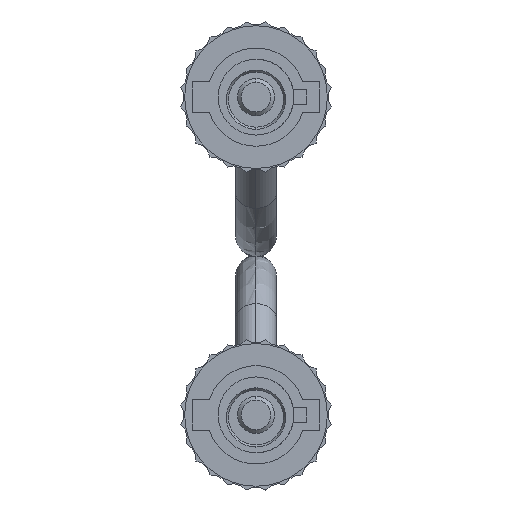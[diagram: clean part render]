
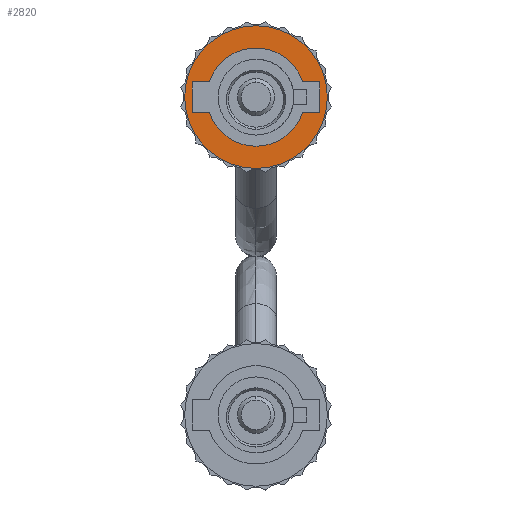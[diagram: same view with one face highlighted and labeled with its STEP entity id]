
A CAD part, front view. The second image highlights one B-rep face of the part: STEP entity #2820.
In plain terms, the highlighted face is planar.
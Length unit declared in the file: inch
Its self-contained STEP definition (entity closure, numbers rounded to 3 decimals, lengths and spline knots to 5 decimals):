
#1708 = VERTEX_POINT ( 'NONE', #7987 ) ;
#1726 = VERTEX_POINT ( 'NONE', #8042 ) ;
#1728 = EDGE_CURVE ( 'NONE', #1726, #1729, #8041, .T. ) ;
#1729 = VERTEX_POINT ( 'NONE', #8036 ) ;
#1786 = EDGE_CURVE ( 'NONE', #1787, #1708, #8273, .T. ) ;
#1787 = VERTEX_POINT ( 'NONE', #8269 ) ;
#2752 = EDGE_CURVE ( 'NONE', #2753, #2831, #11091, .T. ) ;
#2753 = VERTEX_POINT ( 'NONE', #11087 ) ;
#2762 = EDGE_CURVE ( 'NONE', #1708, #1787, #11110, .T. ) ;
#2805 = ORIENTED_EDGE ( 'NONE', *, *, #2806, .F. ) ;
#2806 = EDGE_CURVE ( 'NONE', #2807, #2753, #11326, .T. ) ;
#2807 = VERTEX_POINT ( 'NONE', #11322 ) ;
#2808 = ORIENTED_EDGE ( 'NONE', *, *, #2809, .F. ) ;
#2809 = EDGE_CURVE ( 'NONE', #2810, #2807, #11321, .T. ) ;
#2810 = VERTEX_POINT ( 'NONE', #11317 ) ;
#2811 = ORIENTED_EDGE ( 'NONE', *, *, #2812, .F. ) ;
#2812 = EDGE_CURVE ( 'NONE', #2813, #2810, #11316, .T. ) ;
#2813 = VERTEX_POINT ( 'NONE', #11311 ) ;
#2814 = ORIENTED_EDGE ( 'NONE', *, *, #2815, .F. ) ;
#2815 = EDGE_CURVE ( 'NONE', #2825, #2813, #11309, .T. ) ;
#2816 = EDGE_LOOP ( 'NONE', ( #2817, #2818 ) ) ;
#2817 = ORIENTED_EDGE ( 'NONE', *, *, #2762, .T. ) ;
#2818 = ORIENTED_EDGE ( 'NONE', *, *, #1786, .T. ) ;
#2820 = ADVANCED_FACE ( 'NONE', ( #11305, #11304 ), #11345, .T. ) ;
#2821 = EDGE_LOOP ( 'NONE', ( #2822, #2826, #2828, #2829, #2832, #2805, #2808, #2811, #2814 ) ) ;
#2822 = ORIENTED_EDGE ( 'NONE', *, *, #2823, .F. ) ;
#2823 = EDGE_CURVE ( 'NONE', #2824, #2825, #11340, .T. ) ;
#2824 = VERTEX_POINT ( 'NONE', #11336 ) ;
#2825 = VERTEX_POINT ( 'NONE', #11335 ) ;
#2826 = ORIENTED_EDGE ( 'NONE', *, *, #2827, .F. ) ;
#2827 = EDGE_CURVE ( 'NONE', #1729, #2824, #11334, .T. ) ;
#2828 = ORIENTED_EDGE ( 'NONE', *, *, #1728, .F. ) ;
#2829 = ORIENTED_EDGE ( 'NONE', *, *, #2830, .F. ) ;
#2830 = EDGE_CURVE ( 'NONE', #2831, #1726, #11384, .T. ) ;
#2831 = VERTEX_POINT ( 'NONE', #11379 ) ;
#2832 = ORIENTED_EDGE ( 'NONE', *, *, #2752, .F. ) ;
#7987 = CARTESIAN_POINT ( 'NONE',  ( 0., 0.45, -0.1925 ) ) ;
#8036 = CARTESIAN_POINT ( 'NONE',  ( 0.126, 0.45, 0.041 ) ) ;
#8037 = DIRECTION ( 'NONE',  ( 0., 0., 1. ) ) ;
#8038 = DIRECTION ( 'NONE',  ( 0., 1., 0. ) ) ;
#8039 = CARTESIAN_POINT ( 'NONE',  ( 0., 0.45, 0. ) ) ;
#8040 = AXIS2_PLACEMENT_3D ( 'NONE', #8039, #8038, #8037 ) ;
#8041 = CIRCLE ( 'NONE', #8040, 0.1325 ) ;
#8042 = CARTESIAN_POINT ( 'NONE',  ( 0., 0.45, 0.1325 ) ) ;
#8269 = CARTESIAN_POINT ( 'NONE',  ( 0., 0.45, 0.1925 ) ) ;
#8270 = DIRECTION ( 'NONE',  ( 0., 0., 1. ) ) ;
#8271 = DIRECTION ( 'NONE',  ( 0., 1., 0. ) ) ;
#8272 = AXIS2_PLACEMENT_3D ( 'NONE', #8278, #8271, #8270 ) ;
#8273 = CIRCLE ( 'NONE', #8272, 0.1925 ) ;
#8278 = CARTESIAN_POINT ( 'NONE',  ( 0., 0.45, 0. ) ) ;
#11087 = CARTESIAN_POINT ( 'NONE',  ( -0.1725, 0.45, 0.041 ) ) ;
#11088 = DIRECTION ( 'NONE',  ( 1., 0., 0. ) ) ;
#11089 = VECTOR ( 'NONE', #11088, 39.37008 ) ;
#11090 = CARTESIAN_POINT ( 'NONE',  ( -0.126, 0.45, 0.041 ) ) ;
#11091 = LINE ( 'NONE', #11090, #11089 ) ;
#11107 = DIRECTION ( 'NONE',  ( 0., 0., 1. ) ) ;
#11108 = DIRECTION ( 'NONE',  ( 0., 1., 0. ) ) ;
#11109 = AXIS2_PLACEMENT_3D ( 'NONE', #11116, #11108, #11107 ) ;
#11110 = CIRCLE ( 'NONE', #11109, 0.1925 ) ;
#11116 = CARTESIAN_POINT ( 'NONE',  ( 0., 0.45, 0. ) ) ;
#11304 = FACE_OUTER_BOUND ( 'NONE', #2816, .T. ) ;
#11305 = FACE_BOUND ( 'NONE', #2821, .T. ) ;
#11306 = DIRECTION ( 'NONE',  ( -1., 0., 0. ) ) ;
#11307 = VECTOR ( 'NONE', #11306, 39.37008 ) ;
#11308 = CARTESIAN_POINT ( 'NONE',  ( 0.1725, 0.45, -0.041 ) ) ;
#11309 = LINE ( 'NONE', #11308, #11307 ) ;
#11311 = CARTESIAN_POINT ( 'NONE',  ( 0.126, 0.45, -0.041 ) ) ;
#11312 = DIRECTION ( 'NONE',  ( 0., 0., 1. ) ) ;
#11313 = DIRECTION ( 'NONE',  ( 0., 1., 0. ) ) ;
#11314 = CARTESIAN_POINT ( 'NONE',  ( 0., 0.45, 0. ) ) ;
#11315 = AXIS2_PLACEMENT_3D ( 'NONE', #11314, #11313, #11312 ) ;
#11316 = CIRCLE ( 'NONE', #11315, 0.1325 ) ;
#11317 = CARTESIAN_POINT ( 'NONE',  ( -0.126, 0.45, -0.041 ) ) ;
#11318 = DIRECTION ( 'NONE',  ( -1., 0., 0. ) ) ;
#11319 = VECTOR ( 'NONE', #11318, 39.37008 ) ;
#11320 = CARTESIAN_POINT ( 'NONE',  ( -0.126, 0.45, -0.041 ) ) ;
#11321 = LINE ( 'NONE', #11320, #11319 ) ;
#11322 = CARTESIAN_POINT ( 'NONE',  ( -0.1725, 0.45, -0.041 ) ) ;
#11323 = DIRECTION ( 'NONE',  ( 0., 0., 1. ) ) ;
#11324 = VECTOR ( 'NONE', #11323, 39.37008 ) ;
#11325 = CARTESIAN_POINT ( 'NONE',  ( -0.1725, 0.45, -0.041 ) ) ;
#11326 = LINE ( 'NONE', #11325, #11324 ) ;
#11331 = DIRECTION ( 'NONE',  ( 1., 0., 0. ) ) ;
#11332 = VECTOR ( 'NONE', #11331, 39.37008 ) ;
#11333 = CARTESIAN_POINT ( 'NONE',  ( 0.1725, 0.45, 0.041 ) ) ;
#11334 = LINE ( 'NONE', #11333, #11332 ) ;
#11335 = CARTESIAN_POINT ( 'NONE',  ( 0.1725, 0.45, -0.041 ) ) ;
#11336 = CARTESIAN_POINT ( 'NONE',  ( 0.1725, 0.45, 0.041 ) ) ;
#11337 = DIRECTION ( 'NONE',  ( 0., 0., -1. ) ) ;
#11338 = VECTOR ( 'NONE', #11337, 39.37008 ) ;
#11339 = CARTESIAN_POINT ( 'NONE',  ( 0.1725, 0.45, -0.041 ) ) ;
#11340 = LINE ( 'NONE', #11339, #11338 ) ;
#11341 = DIRECTION ( 'NONE',  ( 0., 0., 1. ) ) ;
#11342 = DIRECTION ( 'NONE',  ( 0., 1., 0. ) ) ;
#11343 = CARTESIAN_POINT ( 'NONE',  ( 0., 0.45, 0. ) ) ;
#11344 = AXIS2_PLACEMENT_3D ( 'NONE', #11343, #11342, #11341 ) ;
#11345 = PLANE ( 'NONE',  #11344 ) ;
#11379 = CARTESIAN_POINT ( 'NONE',  ( -0.126, 0.45, 0.041 ) ) ;
#11380 = DIRECTION ( 'NONE',  ( 0., 0., 1. ) ) ;
#11381 = DIRECTION ( 'NONE',  ( 0., 1., 0. ) ) ;
#11382 = CARTESIAN_POINT ( 'NONE',  ( 0., 0.45, 0. ) ) ;
#11383 = AXIS2_PLACEMENT_3D ( 'NONE', #11382, #11381, #11380 ) ;
#11384 = CIRCLE ( 'NONE', #11383, 0.1325 ) ;
